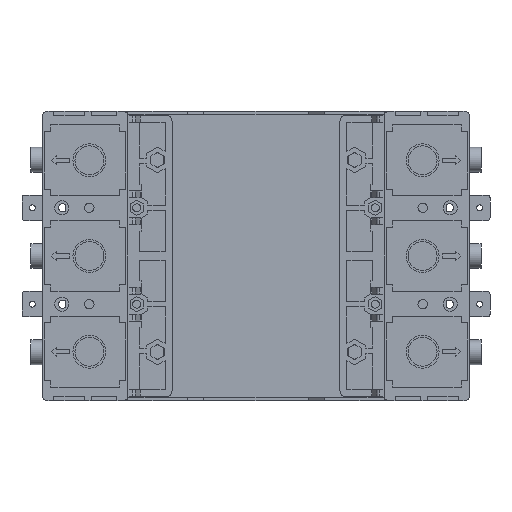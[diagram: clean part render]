
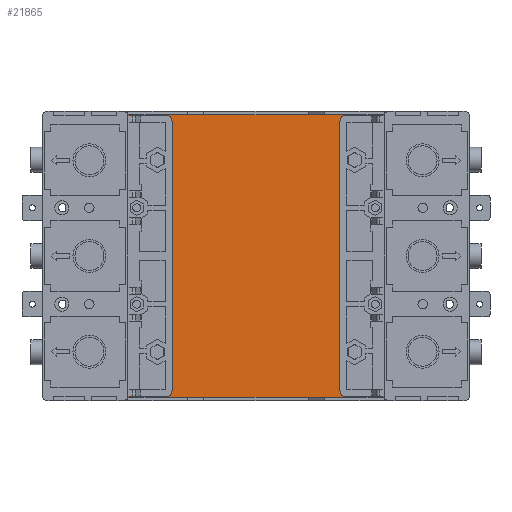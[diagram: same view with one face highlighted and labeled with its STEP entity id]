
A CAD part, front view. The second image highlights one B-rep face of the part: STEP entity #21865.
In plain terms, the highlighted planar face has unit normal (0, -1, 0).
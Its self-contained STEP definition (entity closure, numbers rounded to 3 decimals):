
#274 = AXIS2_PLACEMENT_3D ( 'NONE', #38335, #42048, #31160 ) ;
#1025 = AXIS2_PLACEMENT_3D ( 'NONE', #7754, #11194, #6766 ) ;
#1836 = DIRECTION ( 'NONE',  ( 0., 1., 0. ) ) ;
#2554 = CARTESIAN_POINT ( 'NONE',  ( 65., 38.5, 102. ) ) ;
#2843 = VERTEX_POINT ( 'NONE', #10284 ) ;
#2855 = CARTESIAN_POINT ( 'NONE',  ( 93.042, 38.5, -102.5 ) ) ;
#3952 = ORIENTED_EDGE ( 'NONE', *, *, #40652, .F. ) ;
#4412 = CARTESIAN_POINT ( 'NONE',  ( 65., 38.5, -102. ) ) ;
#4456 = AXIS2_PLACEMENT_3D ( 'NONE', #32989, #48033, #43149 ) ;
#4859 = CARTESIAN_POINT ( 'NONE',  ( 65., 38.5, -98. ) ) ;
#5620 = ORIENTED_EDGE ( 'NONE', *, *, #13879, .F. ) ;
#6528 = EDGE_CURVE ( 'NONE', #8238, #2843, #21513, .T. ) ;
#6766 = DIRECTION ( 'NONE',  ( 0., 0., 1. ) ) ;
#7086 = EDGE_CURVE ( 'NONE', #41197, #13259, #9906, .T. ) ;
#7324 = EDGE_CURVE ( 'NONE', #8238, #34665, #24930, .T. ) ;
#7394 = DIRECTION ( 'NONE',  ( 0., 0., 1. ) ) ;
#7754 = CARTESIAN_POINT ( 'NONE',  ( -300.183, 38.5, 102.5 ) ) ;
#8238 = VERTEX_POINT ( 'NONE', #36888 ) ;
#8285 = ORIENTED_EDGE ( 'NONE', *, *, #42665, .T. ) ;
#8651 = AXIS2_PLACEMENT_3D ( 'NONE', #25922, #15302, #7394 ) ;
#8759 = ORIENTED_EDGE ( 'NONE', *, *, #7086, .T. ) ;
#8814 = DIRECTION ( 'NONE',  ( 0., 0., 1. ) ) ;
#9266 = CARTESIAN_POINT ( 'NONE',  ( -65., 38.5, -102. ) ) ;
#9710 = VECTOR ( 'NONE', #47066, 1000. ) ;
#9906 = CIRCLE ( 'NONE', #24904, 4. ) ;
#10284 = CARTESIAN_POINT ( 'NONE',  ( 93.042, 38.5, 102.5 ) ) ;
#10946 = PLANE ( 'NONE',  #1025 ) ;
#11132 = CARTESIAN_POINT ( 'NONE',  ( 96., 38.5, 102. ) ) ;
#11194 = DIRECTION ( 'NONE',  ( 0., 1., 0. ) ) ;
#11732 = CARTESIAN_POINT ( 'NONE',  ( -300.183, 38.5, -102.5 ) ) ;
#11799 = CARTESIAN_POINT ( 'NONE',  ( -61., 38.5, -102. ) ) ;
#12050 = DIRECTION ( 'NONE',  ( 0., 1., 0. ) ) ;
#12804 = CARTESIAN_POINT ( 'NONE',  ( 61., 38.5, 102. ) ) ;
#13087 = VERTEX_POINT ( 'NONE', #23856 ) ;
#13259 = VERTEX_POINT ( 'NONE', #9266 ) ;
#13342 = CIRCLE ( 'NONE', #37816, 3. ) ;
#13429 = CARTESIAN_POINT ( 'NONE',  ( 93., 38.5, 102. ) ) ;
#13879 = EDGE_CURVE ( 'NONE', #2843, #26987, #13342, .T. ) ;
#14450 = VECTOR ( 'NONE', #18915, 1000. ) ;
#15302 = DIRECTION ( 'NONE',  ( 0., -1., 0. ) ) ;
#15508 = EDGE_CURVE ( 'NONE', #48135, #34892, #26655, .T. ) ;
#16170 = CARTESIAN_POINT ( 'NONE',  ( -93., 38.5, 102. ) ) ;
#16388 = ORIENTED_EDGE ( 'NONE', *, *, #30473, .T. ) ;
#16834 = CIRCLE ( 'NONE', #274, 3. ) ;
#17318 = EDGE_CURVE ( 'NONE', #19841, #28966, #24444, .T. ) ;
#18496 = ORIENTED_EDGE ( 'NONE', *, *, #17318, .F. ) ;
#18628 = EDGE_LOOP ( 'NONE', ( #19791, #24605, #39447, #8759, #16388, #24291, #48811, #18496, #31573, #41517, #25105, #3952, #8285, #5620, #26379, #29850 ) ) ;
#18915 = DIRECTION ( 'NONE',  ( 1., 0., 0. ) ) ;
#18940 = CARTESIAN_POINT ( 'NONE',  ( -61., 38.5, -98. ) ) ;
#19564 = DIRECTION ( 'NONE',  ( 1., 0., 0. ) ) ;
#19791 = ORIENTED_EDGE ( 'NONE', *, *, #43122, .F. ) ;
#19841 = VERTEX_POINT ( 'NONE', #32555 ) ;
#19933 = DIRECTION ( 'NONE',  ( 0., -1., 0. ) ) ;
#21513 = LINE ( 'NONE', #28924, #29566 ) ;
#21865 = ADVANCED_FACE ( 'NONE', ( #29966 ), #10946, .F. ) ;
#22884 = CARTESIAN_POINT ( 'NONE',  ( 61., 38.5, -98. ) ) ;
#22938 = DIRECTION ( 'NONE',  ( 0., 0., 1. ) ) ;
#23856 = CARTESIAN_POINT ( 'NONE',  ( -93.042, 38.5, -102.5 ) ) ;
#24109 = EDGE_CURVE ( 'NONE', #48135, #45703, #27220, .T. ) ;
#24291 = ORIENTED_EDGE ( 'NONE', *, *, #43784, .T. ) ;
#24328 = DIRECTION ( 'NONE',  ( -1., 0., 0. ) ) ;
#24444 = CIRCLE ( 'NONE', #8651, 3. ) ;
#24605 = ORIENTED_EDGE ( 'NONE', *, *, #29262, .T. ) ;
#24904 = AXIS2_PLACEMENT_3D ( 'NONE', #46107, #12050, #46587 ) ;
#24930 = CIRCLE ( 'NONE', #4456, 3. ) ;
#25105 = ORIENTED_EDGE ( 'NONE', *, *, #15508, .T. ) ;
#25281 = CARTESIAN_POINT ( 'NONE',  ( -93., 38.5, -102. ) ) ;
#25706 = DIRECTION ( 'NONE',  ( 1., 0., 0. ) ) ;
#25922 = CARTESIAN_POINT ( 'NONE',  ( 96., 38.5, -102. ) ) ;
#26214 = DIRECTION ( 'NONE',  ( 0., -1., 0. ) ) ;
#26277 = LINE ( 'NONE', #37629, #36183 ) ;
#26379 = ORIENTED_EDGE ( 'NONE', *, *, #6528, .F. ) ;
#26655 = LINE ( 'NONE', #30347, #48689 ) ;
#26987 = VERTEX_POINT ( 'NONE', #13429 ) ;
#27220 = CIRCLE ( 'NONE', #47689, 4. ) ;
#27347 = VERTEX_POINT ( 'NONE', #40434 ) ;
#28924 = CARTESIAN_POINT ( 'NONE',  ( -300.183, 38.5, 102.5 ) ) ;
#28966 = VERTEX_POINT ( 'NONE', #2855 ) ;
#29262 = EDGE_CURVE ( 'NONE', #27347, #46624, #35899, .T. ) ;
#29306 = VERTEX_POINT ( 'NONE', #2554 ) ;
#29566 = VECTOR ( 'NONE', #25706, 1000. ) ;
#29850 = ORIENTED_EDGE ( 'NONE', *, *, #7324, .T. ) ;
#29966 = FACE_OUTER_BOUND ( 'NONE', #18628, .T. ) ;
#30112 = CIRCLE ( 'NONE', #45870, 4. ) ;
#30347 = CARTESIAN_POINT ( 'NONE',  ( 61., 38.5, 102. ) ) ;
#30473 = EDGE_CURVE ( 'NONE', #13259, #31045, #45622, .T. ) ;
#31045 = VERTEX_POINT ( 'NONE', #25281 ) ;
#31160 = DIRECTION ( 'NONE',  ( 0., 0., 1. ) ) ;
#31573 = ORIENTED_EDGE ( 'NONE', *, *, #34993, .F. ) ;
#31822 = DIRECTION ( 'NONE',  ( 1., 0., 0. ) ) ;
#31949 = DIRECTION ( 'NONE',  ( 0., 0., 1. ) ) ;
#31951 = AXIS2_PLACEMENT_3D ( 'NONE', #35413, #1836, #31949 ) ;
#32020 = LINE ( 'NONE', #39186, #9710 ) ;
#32555 = CARTESIAN_POINT ( 'NONE',  ( 93., 38.5, -102. ) ) ;
#32848 = VECTOR ( 'NONE', #24328, 1000. ) ;
#32989 = CARTESIAN_POINT ( 'NONE',  ( -96., 38.5, 102. ) ) ;
#33047 = DIRECTION ( 'NONE',  ( 0., -1., 0. ) ) ;
#33289 = CARTESIAN_POINT ( 'NONE',  ( 65., 38.5, 98. ) ) ;
#33984 = EDGE_CURVE ( 'NONE', #41197, #46624, #26277, .T. ) ;
#34665 = VERTEX_POINT ( 'NONE', #16170 ) ;
#34892 = VERTEX_POINT ( 'NONE', #40781 ) ;
#34993 = EDGE_CURVE ( 'NONE', #45703, #19841, #42495, .T. ) ;
#35083 = CARTESIAN_POINT ( 'NONE',  ( 61., 38.5, -102. ) ) ;
#35413 = CARTESIAN_POINT ( 'NONE',  ( -65., 38.5, 98. ) ) ;
#35530 = LINE ( 'NONE', #12804, #44337 ) ;
#35899 = CIRCLE ( 'NONE', #31951, 4. ) ;
#36183 = VECTOR ( 'NONE', #41329, 1000. ) ;
#36888 = CARTESIAN_POINT ( 'NONE',  ( -93.042, 38.5, 102.5 ) ) ;
#37629 = CARTESIAN_POINT ( 'NONE',  ( -61., 38.5, 102. ) ) ;
#37816 = AXIS2_PLACEMENT_3D ( 'NONE', #11132, #26214, #41262 ) ;
#38335 = CARTESIAN_POINT ( 'NONE',  ( -96., 38.5, -102. ) ) ;
#39186 = CARTESIAN_POINT ( 'NONE',  ( -61., 38.5, 102. ) ) ;
#39447 = ORIENTED_EDGE ( 'NONE', *, *, #33984, .F. ) ;
#40119 = CARTESIAN_POINT ( 'NONE',  ( -61., 38.5, 98. ) ) ;
#40434 = CARTESIAN_POINT ( 'NONE',  ( -65., 38.5, 102. ) ) ;
#40652 = EDGE_CURVE ( 'NONE', #29306, #34892, #30112, .T. ) ;
#40781 = CARTESIAN_POINT ( 'NONE',  ( 61., 38.5, 98. ) ) ;
#41197 = VERTEX_POINT ( 'NONE', #18940 ) ;
#41262 = DIRECTION ( 'NONE',  ( 0., 0., 1. ) ) ;
#41329 = DIRECTION ( 'NONE',  ( 0., 0., 1. ) ) ;
#41517 = ORIENTED_EDGE ( 'NONE', *, *, #24109, .F. ) ;
#42048 = DIRECTION ( 'NONE',  ( 0., 1., 0. ) ) ;
#42200 = EDGE_CURVE ( 'NONE', #13087, #28966, #44807, .T. ) ;
#42495 = LINE ( 'NONE', #35083, #43367 ) ;
#42665 = EDGE_CURVE ( 'NONE', #29306, #26987, #35530, .T. ) ;
#43122 = EDGE_CURVE ( 'NONE', #27347, #34665, #32020, .T. ) ;
#43149 = DIRECTION ( 'NONE',  ( 0., 0., 1. ) ) ;
#43367 = VECTOR ( 'NONE', #19564, 1000. ) ;
#43784 = EDGE_CURVE ( 'NONE', #31045, #13087, #16834, .T. ) ;
#44337 = VECTOR ( 'NONE', #31822, 1000. ) ;
#44807 = LINE ( 'NONE', #11732, #14450 ) ;
#45407 = DIRECTION ( 'NONE',  ( 0., 0., 1. ) ) ;
#45622 = LINE ( 'NONE', #11799, #32848 ) ;
#45703 = VERTEX_POINT ( 'NONE', #4412 ) ;
#45870 = AXIS2_PLACEMENT_3D ( 'NONE', #33289, #33047, #22938 ) ;
#46107 = CARTESIAN_POINT ( 'NONE',  ( -65., 38.5, -98. ) ) ;
#46587 = DIRECTION ( 'NONE',  ( 0., 0., 1. ) ) ;
#46624 = VERTEX_POINT ( 'NONE', #40119 ) ;
#47066 = DIRECTION ( 'NONE',  ( -1., 0., 0. ) ) ;
#47689 = AXIS2_PLACEMENT_3D ( 'NONE', #4859, #19933, #8814 ) ;
#48033 = DIRECTION ( 'NONE',  ( 0., 1., 0. ) ) ;
#48135 = VERTEX_POINT ( 'NONE', #22884 ) ;
#48689 = VECTOR ( 'NONE', #45407, 1000. ) ;
#48811 = ORIENTED_EDGE ( 'NONE', *, *, #42200, .T. ) ;
